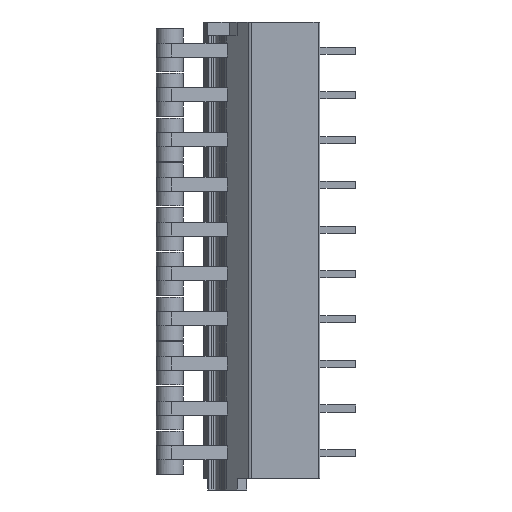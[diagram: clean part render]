
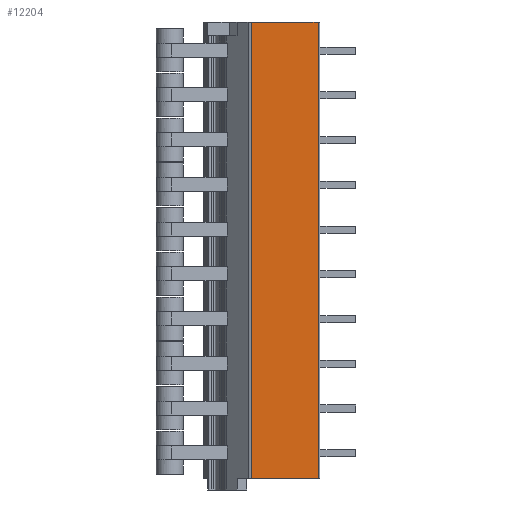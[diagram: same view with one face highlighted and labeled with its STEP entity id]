
A CAD part, left-side view. The second image highlights one B-rep face of the part: STEP entity #12204.
In plain terms, the highlighted planar face has unit normal (-1, 0, 0).
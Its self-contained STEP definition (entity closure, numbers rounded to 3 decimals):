
#30=DIRECTION('',(0.,-1.,0.));
#31=VECTOR('',#30,7.471);
#32=CARTESIAN_POINT('',(0.,7.671,-47.8));
#33=LINE('',#32,#31);
#310=DIRECTION('',(0.,-1.,0.));
#311=VECTOR('',#310,7.471);
#312=CARTESIAN_POINT('',(0.,7.671,3.2));
#313=LINE('',#312,#311);
#499=DIRECTION('',(0.,0.,1.));
#500=VECTOR('',#499,51.);
#501=CARTESIAN_POINT('',(0.,7.671,-47.8));
#502=LINE('',#501,#500);
#503=DIRECTION('',(0.,0.,1.));
#504=VECTOR('',#503,51.);
#505=CARTESIAN_POINT('',(0.,0.2,-47.8));
#506=LINE('',#505,#504);
#9498=CARTESIAN_POINT('',(0.,7.671,-47.8));
#9500=VERTEX_POINT('',#9498);
#9501=CARTESIAN_POINT('',(0.,0.2,-47.8));
#9502=VERTEX_POINT('',#9501);
#9618=CARTESIAN_POINT('',(0.,7.671,3.2));
#9620=VERTEX_POINT('',#9618);
#9621=CARTESIAN_POINT('',(0.,0.2,3.2));
#9622=VERTEX_POINT('',#9621);
#12192=CARTESIAN_POINT('',(0.,7.671,-47.8));
#12193=DIRECTION('',(-1.,0.,0.));
#12194=DIRECTION('',(0.,-1.,0.));
#12195=AXIS2_PLACEMENT_3D('',#12192,#12193,#12194);
#12196=PLANE('',#12195);
#12197=ORIENTED_EDGE('',*,*,#12186,.T.);
#12198=ORIENTED_EDGE('',*,*,#12056,.T.);
#12200=ORIENTED_EDGE('',*,*,#12199,.F.);
#12201=ORIENTED_EDGE('',*,*,#11856,.F.);
#12202=EDGE_LOOP('',(#12197,#12198,#12200,#12201));
#12203=FACE_OUTER_BOUND('',#12202,.F.);
#12204=ADVANCED_FACE('',(#12203),#12196,.T.);
#11856=EDGE_CURVE('',#9500,#9502,#33,.T.);
#12056=EDGE_CURVE('',#9620,#9622,#313,.T.);
#12186=EDGE_CURVE('',#9500,#9620,#502,.T.);
#12199=EDGE_CURVE('',#9502,#9622,#506,.T.);
